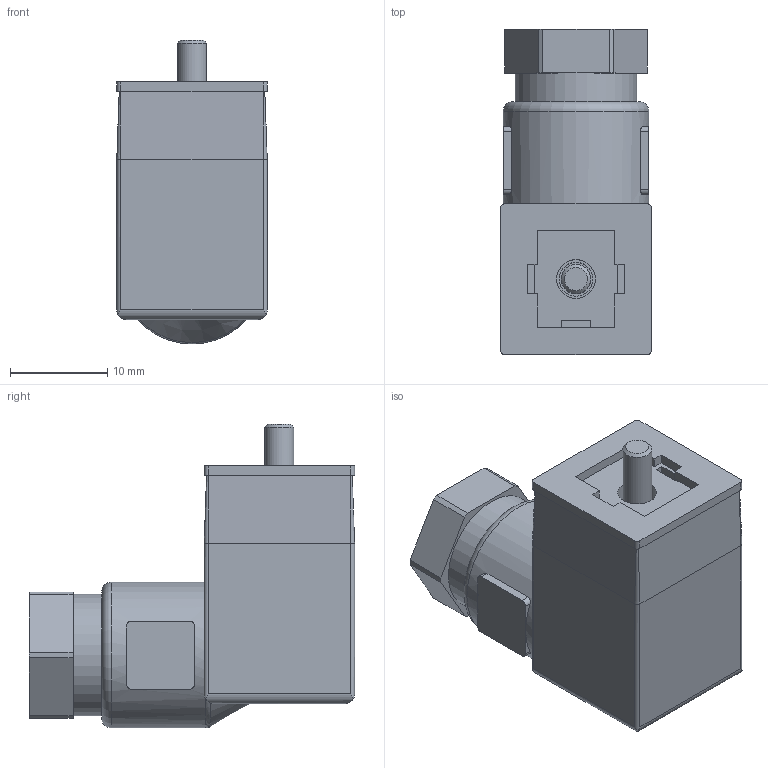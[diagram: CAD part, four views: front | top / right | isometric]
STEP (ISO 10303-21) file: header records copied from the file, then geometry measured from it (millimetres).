
FILE_DESCRIPTION(/* description */ ('STEP AP214'),/* implementation_level */ '2;1');
FILE_NAME(/* name */ '14098_MSSD-E',/* time_stamp */ '2024-09-11T20:20:46+02:00',/* author */ ('License CC BY-ND 4.0'),/* organization */ ('CADENAS'),/* preprocessor_version */ 'ST-DEVELOPER v19.3',/* originating_system */ 'PARTsolutions',/* authorisation */ ' ');
FILE_SCHEMA (('AUTOMOTIVE_DESIGN {1 0 10303 214 3 1 1}'));
Length unit declared in the file: millimetre
Products named in the file (1): 14098 MSSD-E---(0)
Bounding box: 15.5 x 33.5 x 31.3 mm (x, y, z)
Volume: 8172.2 mm3; surface area: 3979.2 mm2
Topology: 1 solids, 1 shells, 136 faces, 340 edges, 221 vertices
Faces by surface type: plane 92, cylinder 35, cone 6, torus 3
Full cylindrical faces by diameter (mm): 3 x1, 3.5 x1, 4 x1, 5.5 x1, 6 x1, 7.4 x1, 12.5 x1, 15 x1
Entity records: 4955 total; most frequent: CARTESIAN_POINT 769, ORIENTED_EDGE 652, DIRECTION 652, EDGE_CURVE 326, LINE 220, VECTOR 220, VERTEX_POINT 218, AXIS2_PLACEMENT_3D 216
